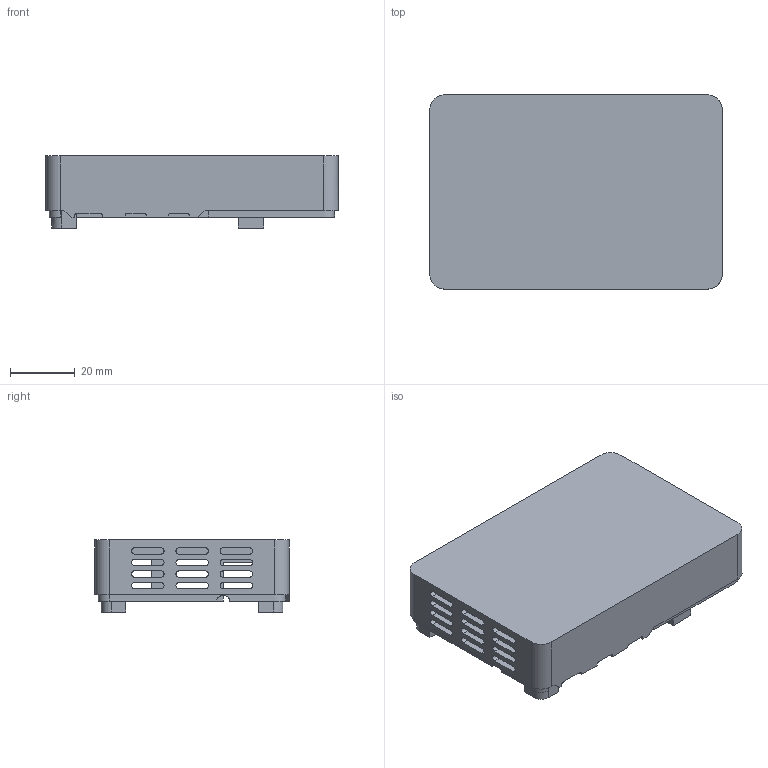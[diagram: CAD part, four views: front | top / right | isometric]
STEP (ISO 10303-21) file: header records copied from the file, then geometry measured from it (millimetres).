
FILE_DESCRIPTION(('HOOPS Exchange Step'),'2;1');
FILE_NAME('top.stp','2025-10-18T15:47:46+02:00',('sergi'),('Unknown organisation'),'HOOPS Exchange 2023.2','HOOPS Exchange','Unknown authorisation');
FILE_SCHEMA( ('AP203_CONFIGURATION_CONTROLLED_3D_DESIGN_OF_MECHANICAL_PARTS_AND_ASSEMBLIES_MIM_LF') );
Length unit declared in the file: millimetre
Products named in the file (1): TOP
Bounding box: 90.5 x 60.1 x 22.35 mm (x, y, z)
Volume: 22412.2 mm3; surface area: 21609 mm2
Topology: 1 solids, 1 shells, 250 faces, 724 edges, 480 vertices
Faces by surface type: plane 140, cylinder 64, bspline 39, cone 5, offset 2
Full cylindrical faces by diameter (mm): 2.7 x4
Entity records: 10905 total; most frequent: CARTESIAN_POINT 4496, ORIENTED_EDGE 1448, DIRECTION 1152, EDGE_CURVE 724, VERTEX_POINT 480, VECTOR 452, LINE 452, AXIS2_PLACEMENT_3D 350
